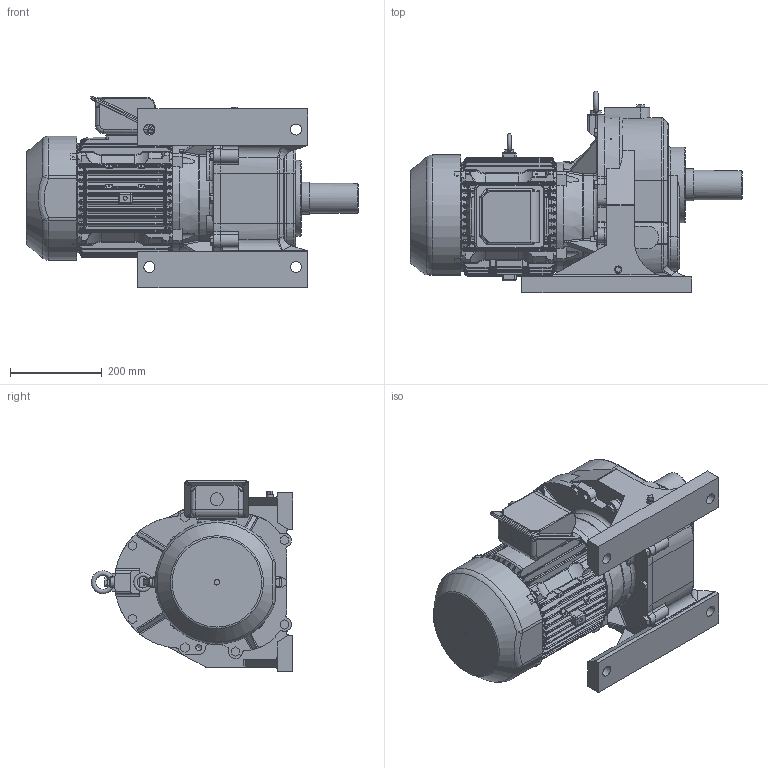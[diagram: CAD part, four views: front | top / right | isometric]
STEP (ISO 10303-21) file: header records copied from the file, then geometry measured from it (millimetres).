
FILE_DESCRIPTION (( 'STEP AP214' ), '1' );
FILE_NAME ('F1-23_H_EK2DO08331H001_defeature.stp', '2022-06-02T01:05:27', ( 'Windows 餌辨濠' ), ( '' ), 'SwSTEP 2.0', 'SolidWorks 2021', '' );
FILE_SCHEMA (( 'AUTOMOTIVE_DESIGN' ));
Length unit declared in the file: millimetre
Products named in the file (1): F1-23_H_EK2DO08331H001_defeature
Bounding box: 724.1 x 439.47 x 417.38 mm (x, y, z)
Volume: 41944028.6 mm3; surface area: 1869176.2 mm2
Topology: 12 solids, 56 shells, 3977 faces, 9680 edges, 5808 vertices
Faces by surface type: cylinder 1360, bspline 1080, plane 929, torus 298, cone 230, sphere 80
Full cylindrical faces by diameter (mm): 2.6 x4, 2.7 x2, 4 x2, 4.2 x4, 5 x6, 6.8 x8, 8 x4, 8.344 x1, 8.5 x2, 10 x9, 10.072 x1, 10.2 x11, 12 x11, 13 x4, 14 x9, 14.3 x2, 24 x4, 26 x1, 28 x1, 35 x2, 44 x1, 45 x1, 52 x1, 65 x1, 70 x1, 74 x1, 75 x1, 80 x1, 86 x1, 90 x1
Entity records: 153517 total; most frequent: CARTESIAN_POINT 69651, ORIENTED_EDGE 18692, DIRECTION 15222, EDGE_CURVE 9346, AXIS2_PLACEMENT_3D 6091, VERTEX_POINT 5703, EDGE_LOOP 4249, FACE_OUTER_BOUND 4090
